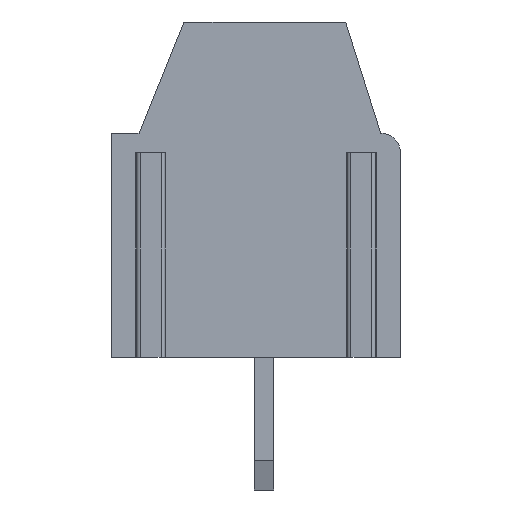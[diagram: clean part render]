
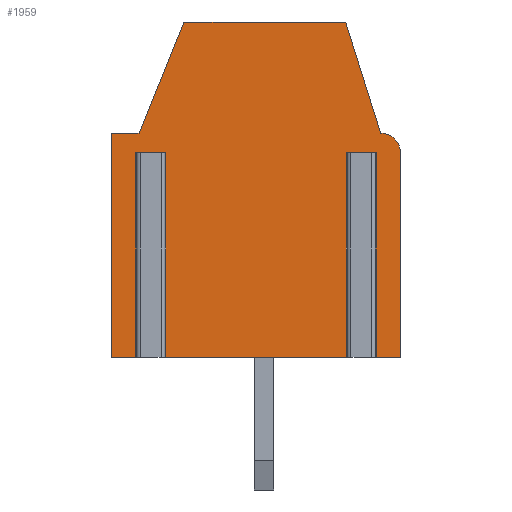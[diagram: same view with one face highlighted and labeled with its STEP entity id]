
A CAD part, front view. The second image highlights one B-rep face of the part: STEP entity #1959.
In plain terms, the highlighted planar face has unit normal (0, -1, 0).
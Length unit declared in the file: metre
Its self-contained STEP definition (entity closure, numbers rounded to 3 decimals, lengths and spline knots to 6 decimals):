
#78=CIRCLE('',#2113,0.0005);
#252=ORIENTED_EDGE('',*,*,#720,.T.);
#253=ORIENTED_EDGE('',*,*,#806,.T.);
#254=ORIENTED_EDGE('',*,*,#807,.F.);
#255=ORIENTED_EDGE('',*,*,#808,.T.);
#256=ORIENTED_EDGE('',*,*,#712,.T.);
#257=ORIENTED_EDGE('',*,*,#766,.T.);
#258=ORIENTED_EDGE('',*,*,#784,.T.);
#259=ORIENTED_EDGE('',*,*,#789,.F.);
#260=ORIENTED_EDGE('',*,*,#794,.F.);
#261=ORIENTED_EDGE('',*,*,#799,.F.);
#262=ORIENTED_EDGE('',*,*,#739,.F.);
#263=ORIENTED_EDGE('',*,*,#756,.F.);
#264=ORIENTED_EDGE('',*,*,#728,.T.);
#265=ORIENTED_EDGE('',*,*,#809,.T.);
#266=ORIENTED_EDGE('',*,*,#810,.F.);
#267=ORIENTED_EDGE('',*,*,#811,.T.);
#712=EDGE_CURVE('',#998,#997,#1183,.T.);
#720=EDGE_CURVE('',#1006,#1005,#1187,.T.);
#728=EDGE_CURVE('',#1014,#1013,#1191,.T.);
#739=EDGE_CURVE('',#1024,#1025,#1198,.T.);
#756=EDGE_CURVE('',#1014,#1024,#1212,.T.);
#766=EDGE_CURVE('',#997,#1048,#1222,.T.);
#784=EDGE_CURVE('',#1048,#1062,#78,.T.);
#789=EDGE_CURVE('',#1064,#1062,#1243,.T.);
#794=EDGE_CURVE('',#1068,#1064,#1246,.T.);
#799=EDGE_CURVE('',#1025,#1068,#1251,.T.);
#806=EDGE_CURVE('',#1005,#1075,#1254,.F.);
#807=EDGE_CURVE('',#1076,#1075,#1255,.T.);
#808=EDGE_CURVE('',#1076,#998,#1256,.T.);
#809=EDGE_CURVE('',#1013,#1077,#1257,.F.);
#810=EDGE_CURVE('',#1078,#1077,#1258,.T.);
#811=EDGE_CURVE('',#1078,#1006,#1259,.T.);
#997=VERTEX_POINT('',#2882);
#998=VERTEX_POINT('',#2884);
#1005=VERTEX_POINT('',#2898);
#1006=VERTEX_POINT('',#2900);
#1013=VERTEX_POINT('',#2914);
#1014=VERTEX_POINT('',#2916);
#1024=VERTEX_POINT('',#2937);
#1025=VERTEX_POINT('',#2939);
#1048=VERTEX_POINT('',#2991);
#1062=VERTEX_POINT('',#3026);
#1064=VERTEX_POINT('',#3034);
#1068=VERTEX_POINT('',#3044);
#1075=VERTEX_POINT('',#3067);
#1076=VERTEX_POINT('',#3069);
#1077=VERTEX_POINT('',#3072);
#1078=VERTEX_POINT('',#3074);
#1183=LINE('',#2883,#1403);
#1187=LINE('',#2899,#1407);
#1191=LINE('',#2915,#1411);
#1198=LINE('',#2938,#1418);
#1212=LINE('',#2971,#1432);
#1222=LINE('',#2992,#1442);
#1243=LINE('',#3035,#1463);
#1246=LINE('',#3045,#1466);
#1251=LINE('',#3053,#1471);
#1254=LINE('',#3066,#1474);
#1255=LINE('',#3068,#1475);
#1256=LINE('',#3070,#1476);
#1257=LINE('',#3071,#1477);
#1258=LINE('',#3073,#1478);
#1259=LINE('',#3075,#1479);
#1403=VECTOR('',#2291,1.);
#1407=VECTOR('',#2303,1.);
#1411=VECTOR('',#2315,1.);
#1418=VECTOR('',#2332,1.);
#1432=VECTOR('',#2356,1.);
#1442=VECTOR('',#2368,1.);
#1463=VECTOR('',#2401,1.);
#1466=VECTOR('',#2410,1.);
#1471=VECTOR('',#2417,1.);
#1474=VECTOR('',#2432,1.);
#1475=VECTOR('',#2433,1.);
#1476=VECTOR('',#2434,1.);
#1477=VECTOR('',#2435,1.);
#1478=VECTOR('',#2436,1.);
#1479=VECTOR('',#2437,1.);
#1626=EDGE_LOOP('',(#252,#253,#254,#255,#256,#257,#258,#259,#260,#261,#262,
#263,#264,#265,#266,#267));
#1756=FACE_BOUND('',#1626,.T.);
#1879=PLANE('',#2124);
#1959=ADVANCED_FACE('',(#1756),#1879,.T.);
#2113=AXIS2_PLACEMENT_3D('',#3027,#2393,#2394);
#2124=AXIS2_PLACEMENT_3D('',#3065,#2430,#2431);
#2291=DIRECTION('',(1.,0.,0.));
#2303=DIRECTION('',(1.,0.,0.));
#2315=DIRECTION('',(1.,0.,0.));
#2332=DIRECTION('',(1.,0.,0.));
#2356=DIRECTION('',(0.,0.,1.));
#2368=DIRECTION('',(0.,0.,1.));
#2393=DIRECTION('',(0.,-1.,0.));
#2394=DIRECTION('',(0.,0.,-1.));
#2401=DIRECTION('',(0.301,0.,-0.954));
#2410=DIRECTION('',(1.,0.,0.));
#2417=DIRECTION('',(0.374,0.,0.927));
#2430=DIRECTION('',(0.,-1.,0.));
#2431=DIRECTION('',(1.,0.,0.));
#2432=DIRECTION('',(0.,0.,-1.));
#2433=DIRECTION('',(-1.,0.,0.));
#2434=DIRECTION('',(0.,0.,-1.));
#2435=DIRECTION('',(0.,0.,-1.));
#2436=DIRECTION('',(-1.,0.,0.));
#2437=DIRECTION('',(0.,0.,-1.));
#2882=CARTESIAN_POINT('',(0.0037,-0.00381,0.));
#2883=CARTESIAN_POINT('',(0.,-0.00381,0.));
#2884=CARTESIAN_POINT('',(0.003083,-0.00381,0.));
#2898=CARTESIAN_POINT('',(0.002317,-0.00381,0.));
#2899=CARTESIAN_POINT('',(0.,-0.00381,0.));
#2900=CARTESIAN_POINT('',(-0.002317,-0.00381,0.));
#2914=CARTESIAN_POINT('',(-0.003083,-0.00381,0.));
#2915=CARTESIAN_POINT('',(0.,-0.00381,0.));
#2916=CARTESIAN_POINT('',(-0.0037,-0.00381,0.));
#2937=CARTESIAN_POINT('',(-0.0037,-0.00381,0.00575));
#2938=CARTESIAN_POINT('',(-0.00335,-0.00381,0.00575));
#2939=CARTESIAN_POINT('',(-0.003,-0.00381,0.00575));
#2971=CARTESIAN_POINT('',(-0.0037,-0.00381,0.002875));
#2991=CARTESIAN_POINT('',(0.0037,-0.00381,0.00525));
#2992=CARTESIAN_POINT('',(0.0037,-0.00381,0.002625));
#3026=CARTESIAN_POINT('',(0.0032,-0.00381,0.00575));
#3027=CARTESIAN_POINT('',(0.0032,-0.00381,0.00525));
#3034=CARTESIAN_POINT('',(0.0023,-0.00381,0.0086));
#3035=CARTESIAN_POINT('',(0.00275,-0.00381,0.007175));
#3044=CARTESIAN_POINT('',(-0.00185,-0.00381,0.0086));
#3045=CARTESIAN_POINT('',(0.000225,-0.00381,0.0086));
#3053=CARTESIAN_POINT('',(-0.002425,-0.00381,0.007175));
#3065=CARTESIAN_POINT('',(-0.000333,-0.00381,0.002898));
#3066=CARTESIAN_POINT('',(0.002317,-0.00381,0.002898));
#3067=CARTESIAN_POINT('',(0.002317,-0.00381,0.00525));
#3068=CARTESIAN_POINT('',(0.0027,-0.00381,0.00525));
#3069=CARTESIAN_POINT('',(0.003083,-0.00381,0.00525));
#3070=CARTESIAN_POINT('',(0.003083,-0.00381,0.002898));
#3071=CARTESIAN_POINT('',(-0.003083,-0.00381,0.002898));
#3072=CARTESIAN_POINT('',(-0.003083,-0.00381,0.00525));
#3073=CARTESIAN_POINT('',(-0.0027,-0.00381,0.00525));
#3074=CARTESIAN_POINT('',(-0.002317,-0.00381,0.00525));
#3075=CARTESIAN_POINT('',(-0.002317,-0.00381,0.002898));
